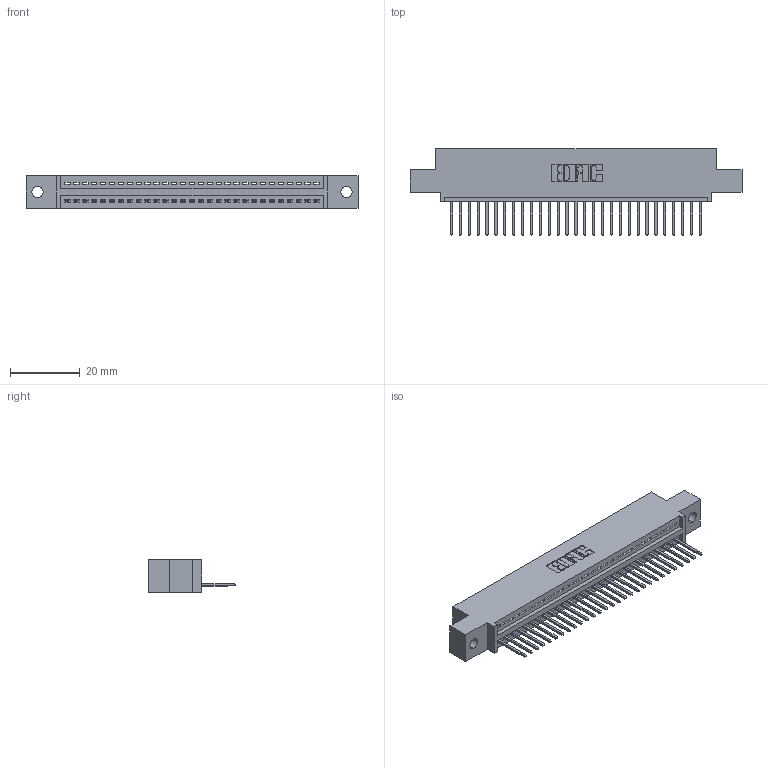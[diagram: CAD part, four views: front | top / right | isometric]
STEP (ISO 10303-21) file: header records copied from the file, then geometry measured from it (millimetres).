
FILE_DESCRIPTION (( 'STEP AP203' ), '1' );
FILE_NAME ('395-029-523-402.STEP', '2019-10-19T05:04:31', ( '' ), ( '' ), 'SwSTEP 2.0', 'SolidWorks 2016', '' );
FILE_SCHEMA (( 'CONFIG_CONTROL_DESIGN' ));
Length unit declared in the file: inch
Products named in the file (3): 345-292-001_345-293-123; 395-029-523-402; 345 Part_0.110 Offset - 0.128 Dia
Assembly tree (30 placements, depth 2):
  395-029-523-402
    345 Part_0.110 Offset - 0.128 Dia
    345-292-001_345-293-123  x29
Bounding box: 94.87 x 24.82 x 9.4 mm (x, y, z)
Volume: 8783 mm3; surface area: 11337.1 mm2
Topology: 30 solids, 30 shells, 1812 faces, 5457 edges, 3598 vertices
Faces by surface type: plane 1244, cylinder 568
Entity records: 23729 total; most frequent: CARTESIAN_POINT 4119, ORIENTED_EDGE 4082, DIRECTION 3615, EDGE_CURVE 2041, LINE 1793, VECTOR 1793, VERTEX_POINT 1358, AXIS2_PLACEMENT_3D 911
